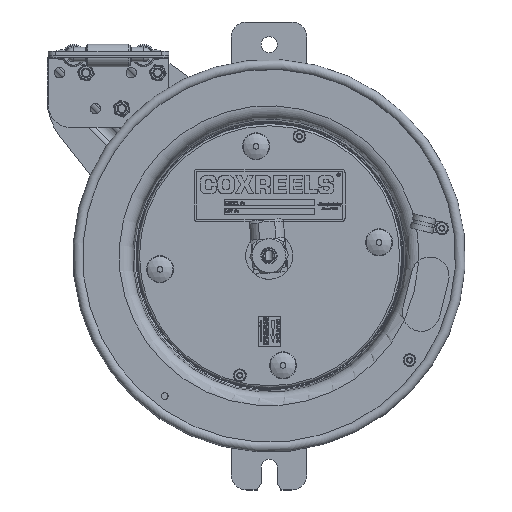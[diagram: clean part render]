
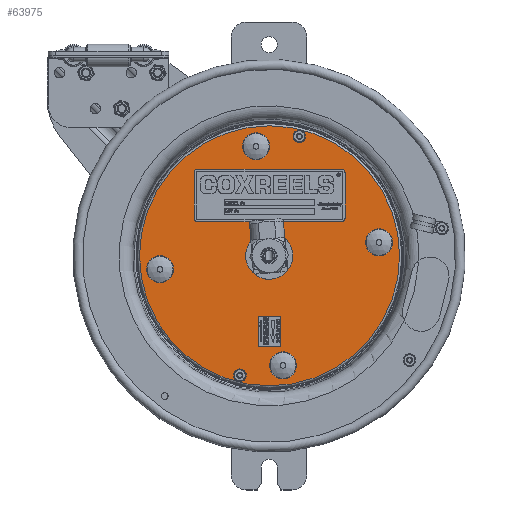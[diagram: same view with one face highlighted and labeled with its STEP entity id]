
A CAD part, top view. The second image highlights one B-rep face of the part: STEP entity #63975.
In plain terms, the highlighted planar face has unit normal (0, 0, 1).
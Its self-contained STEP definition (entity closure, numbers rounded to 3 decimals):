
#3508=FACE_BOUND('',#9410,.T.);
#3509=FACE_BOUND('',#9411,.T.);
#3510=FACE_BOUND('',#9412,.T.);
#3511=FACE_BOUND('',#9413,.T.);
#3512=FACE_BOUND('',#9414,.T.);
#3513=FACE_BOUND('',#9415,.T.);
#3514=FACE_BOUND('',#9416,.T.);
#4364=PLANE('',#67829);
#6604=FACE_OUTER_BOUND('',#9409,.T.);
#9409=EDGE_LOOP('',(#51841,#51842));
#9410=EDGE_LOOP('',(#51843));
#9411=EDGE_LOOP('',(#51844,#51845));
#9412=EDGE_LOOP('',(#51846,#51847));
#9413=EDGE_LOOP('',(#51848,#51849));
#9414=EDGE_LOOP('',(#51850,#51851));
#9415=EDGE_LOOP('',(#51852));
#9416=EDGE_LOOP('',(#51853));
#24767=CIRCLE('',#67817,0.447);
#24769=CIRCLE('',#67819,0.447);
#24773=CIRCLE('',#67826,0.447);
#24775=CIRCLE('',#67828,0.447);
#24776=CIRCLE('',#67830,4.308);
#24777=CIRCLE('',#67831,4.308);
#24778=CIRCLE('',#67832,0.656);
#24779=CIRCLE('',#67833,0.447);
#24780=CIRCLE('',#67834,0.447);
#24781=CIRCLE('',#67835,0.447);
#24782=CIRCLE('',#67836,0.447);
#24783=CIRCLE('',#67837,0.11);
#24784=CIRCLE('',#67838,0.11);
#28979=VERTEX_POINT('',#100559);
#28980=VERTEX_POINT('',#100560);
#28984=VERTEX_POINT('',#100573);
#28985=VERTEX_POINT('',#100574);
#28986=VERTEX_POINT('',#100579);
#28987=VERTEX_POINT('',#100580);
#28988=VERTEX_POINT('',#100583);
#28989=VERTEX_POINT('',#100585);
#28990=VERTEX_POINT('',#100586);
#28991=VERTEX_POINT('',#100589);
#28992=VERTEX_POINT('',#100590);
#28993=VERTEX_POINT('',#100593);
#28994=VERTEX_POINT('',#100595);
#38163=EDGE_CURVE('',#28979,#28980,#24767,.T.);
#38165=EDGE_CURVE('',#28980,#28979,#24769,.T.);
#38169=EDGE_CURVE('',#28984,#28985,#24773,.T.);
#38171=EDGE_CURVE('',#28985,#28984,#24775,.T.);
#38172=EDGE_CURVE('',#28986,#28987,#24776,.T.);
#38173=EDGE_CURVE('',#28987,#28986,#24777,.T.);
#38174=EDGE_CURVE('',#28988,#28988,#24778,.T.);
#38175=EDGE_CURVE('',#28989,#28990,#24779,.T.);
#38176=EDGE_CURVE('',#28990,#28989,#24780,.T.);
#38177=EDGE_CURVE('',#28991,#28992,#24781,.T.);
#38178=EDGE_CURVE('',#28992,#28991,#24782,.T.);
#38179=EDGE_CURVE('',#28993,#28993,#24783,.T.);
#38180=EDGE_CURVE('',#28994,#28994,#24784,.T.);
#51841=ORIENTED_EDGE('',*,*,#38172,.F.);
#51842=ORIENTED_EDGE('',*,*,#38173,.F.);
#51843=ORIENTED_EDGE('',*,*,#38174,.T.);
#51844=ORIENTED_EDGE('',*,*,#38169,.F.);
#51845=ORIENTED_EDGE('',*,*,#38171,.F.);
#51846=ORIENTED_EDGE('',*,*,#38175,.F.);
#51847=ORIENTED_EDGE('',*,*,#38176,.F.);
#51848=ORIENTED_EDGE('',*,*,#38163,.F.);
#51849=ORIENTED_EDGE('',*,*,#38165,.F.);
#51850=ORIENTED_EDGE('',*,*,#38177,.F.);
#51851=ORIENTED_EDGE('',*,*,#38178,.F.);
#51852=ORIENTED_EDGE('',*,*,#38179,.T.);
#51853=ORIENTED_EDGE('',*,*,#38180,.T.);
#63975=ADVANCED_FACE('',(#6604,#3508,#3509,#3510,#3511,#3512,#3513,#3514),
#4364,.T.);
#67817=AXIS2_PLACEMENT_3D('',#100561,#76644,#76645);
#67819=AXIS2_PLACEMENT_3D('',#100563,#76648,#76649);
#67826=AXIS2_PLACEMENT_3D('',#100575,#76662,#76663);
#67828=AXIS2_PLACEMENT_3D('',#100577,#76666,#76667);
#67829=AXIS2_PLACEMENT_3D('',#100578,#76668,#76669);
#67830=AXIS2_PLACEMENT_3D('',#100581,#76670,#76671);
#67831=AXIS2_PLACEMENT_3D('',#100582,#76672,#76673);
#67832=AXIS2_PLACEMENT_3D('',#100584,#76674,#76675);
#67833=AXIS2_PLACEMENT_3D('',#100587,#76676,#76677);
#67834=AXIS2_PLACEMENT_3D('',#100588,#76678,#76679);
#67835=AXIS2_PLACEMENT_3D('',#100591,#76680,#76681);
#67836=AXIS2_PLACEMENT_3D('',#100592,#76682,#76683);
#67837=AXIS2_PLACEMENT_3D('',#100594,#76684,#76685);
#67838=AXIS2_PLACEMENT_3D('',#100596,#76686,#76687);
#76644=DIRECTION('center_axis',(0.,0.,
1.));
#76645=DIRECTION('ref_axis',(1.,0.,0.));
#76648=DIRECTION('center_axis',(0.,0.,
1.));
#76649=DIRECTION('ref_axis',(1.,0.,0.));
#76662=DIRECTION('center_axis',(0.,0.,
1.));
#76663=DIRECTION('ref_axis',(1.,0.,0.));
#76666=DIRECTION('center_axis',(0.,0.,
1.));
#76667=DIRECTION('ref_axis',(1.,0.,0.));
#76668=DIRECTION('center_axis',(0.,0.,
1.));
#76669=DIRECTION('ref_axis',(0.,-1.,0.));
#76670=DIRECTION('center_axis',(0.,0.,
-1.));
#76671=DIRECTION('ref_axis',(-1.,0.,0.));
#76672=DIRECTION('center_axis',(0.,0.,
-1.));
#76673=DIRECTION('ref_axis',(-1.,0.,0.));
#76674=DIRECTION('center_axis',(0.,0.,
-1.));
#76675=DIRECTION('ref_axis',(-1.,0.,0.));
#76676=DIRECTION('center_axis',(0.,0.,
1.));
#76677=DIRECTION('ref_axis',(1.,0.,0.));
#76678=DIRECTION('center_axis',(0.,0.,
1.));
#76679=DIRECTION('ref_axis',(1.,0.,0.));
#76680=DIRECTION('center_axis',(0.,0.,
1.));
#76681=DIRECTION('ref_axis',(1.,0.,0.));
#76682=DIRECTION('center_axis',(0.,0.,
1.));
#76683=DIRECTION('ref_axis',(1.,0.,0.));
#76684=DIRECTION('center_axis',(0.,0.,
-1.));
#76685=DIRECTION('ref_axis',(0.,1.,0.));
#76686=DIRECTION('center_axis',(0.,0.,
-1.));
#76687=DIRECTION('ref_axis',(0.,1.,0.));
#100559=CARTESIAN_POINT('',(-5.226,-1.075,-5.637));
#100560=CARTESIAN_POINT('',(-5.673,-0.628,-5.637));
#100561=CARTESIAN_POINT('Origin',(-5.673,-1.075,-5.637));
#100563=CARTESIAN_POINT('Origin',(-5.673,-1.075,-5.637));
#100573=CARTESIAN_POINT('',(2.029,-0.184,-5.637));
#100574=CARTESIAN_POINT('',(1.583,0.262,-5.637));
#100575=CARTESIAN_POINT('Origin',(1.583,-0.184,-5.637));
#100577=CARTESIAN_POINT('Origin',(1.583,-0.184,-5.637));
#100578=CARTESIAN_POINT('Origin',(-4.527,-0.63,
-5.637));
#100579=CARTESIAN_POINT('',(-6.353,-0.63,-5.637));
#100580=CARTESIAN_POINT('',(-2.045,-4.937,-5.637));
#100581=CARTESIAN_POINT('Origin',(-2.045,-0.63,
-5.637));
#100582=CARTESIAN_POINT('Origin',(-2.045,-0.63,
-5.637));
#100583=CARTESIAN_POINT('',(-2.701,-0.63,-5.637));
#100584=CARTESIAN_POINT('Origin',(-2.045,-0.63,
-5.637));
#100585=CARTESIAN_POINT('',(-1.153,-4.258,-5.637));
#100586=CARTESIAN_POINT('',(-1.6,-3.811,-5.637));
#100587=CARTESIAN_POINT('Origin',(-1.6,-4.258,-5.637));
#100588=CARTESIAN_POINT('Origin',(-1.6,-4.258,-5.637));
#100589=CARTESIAN_POINT('',(-2.044,2.998,-5.637));
#100590=CARTESIAN_POINT('',(-2.491,3.445,-5.637));
#100591=CARTESIAN_POINT('Origin',(-2.491,2.998,-5.637));
#100592=CARTESIAN_POINT('Origin',(-2.491,2.998,-5.637));
#100593=CARTESIAN_POINT('',(-1.058,3.439,-5.637));
#100594=CARTESIAN_POINT('Origin',(-1.058,3.329,-5.637));
#100595=CARTESIAN_POINT('',(-3.032,-4.479,-5.637));
#100596=CARTESIAN_POINT('Origin',(-3.032,-4.589,-5.637));
